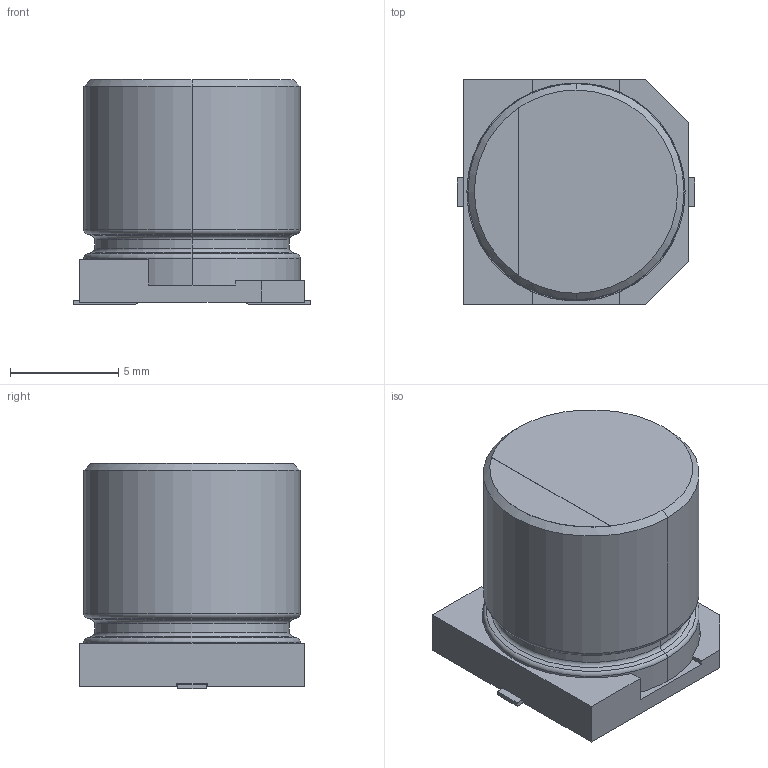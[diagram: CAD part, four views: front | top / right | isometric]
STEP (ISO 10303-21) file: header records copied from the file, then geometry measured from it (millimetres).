
FILE_DESCRIPTION (( 'STEP AP214' ), '1' );
FILE_NAME ('User Library-CC1010.STEP', '2014-11-11T23:08:33', ( 'Windows User' ), ( '' ), 'SwSTEP 2.0', 'SolidWorks 2014', '' );
FILE_SCHEMA (( 'AUTOMOTIVE_DESIGN' ));
Length unit declared in the file: millimetre
Products named in the file (1): User Library-CC1010
Bounding box: 11 x 10.4 x 10.41 mm (x, y, z)
Volume: 832.1 mm3; surface area: 632.1 mm2
Topology: 1 solids, 1 shells, 97 faces, 236 edges, 148 vertices
Faces by surface type: plane 61, cylinder 22, torus 8, cone 6
Entity records: 3372 total; most frequent: DIRECTION 507, CARTESIAN_POINT 482, ORIENTED_EDGE 472, EDGE_CURVE 236, AXIS2_PLACEMENT_3D 173, VECTOR 161, LINE 161, VERTEX_POINT 148
